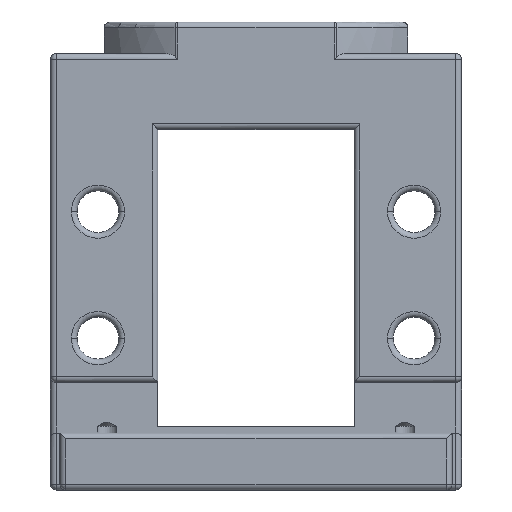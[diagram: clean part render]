
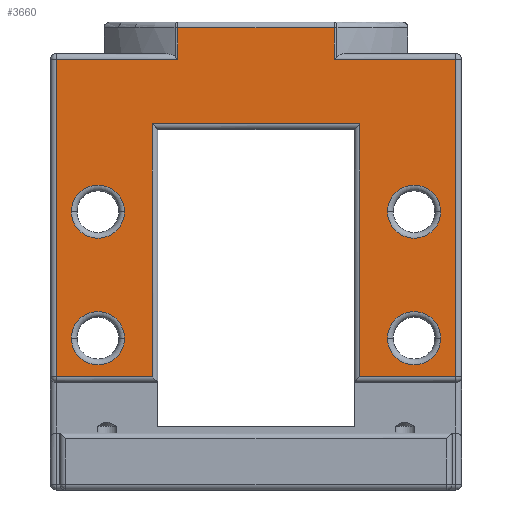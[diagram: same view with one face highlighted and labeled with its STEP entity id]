
A CAD part, front view. The second image highlights one B-rep face of the part: STEP entity #3660.
In plain terms, the highlighted planar face has unit normal (0, -1, 0).
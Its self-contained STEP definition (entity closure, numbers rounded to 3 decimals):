
#107=PLANE('',#4041);
#373=VECTOR('',#4801,1.);
#374=VECTOR('',#4802,1.);
#375=VECTOR('',#4803,1.);
#376=VECTOR('',#4804,1.);
#377=VECTOR('',#4805,1.);
#378=VECTOR('',#4806,1.);
#379=VECTOR('',#4807,1.);
#380=VECTOR('',#4808,1.);
#381=VECTOR('',#4809,1.);
#382=VECTOR('',#4810,1.);
#383=VECTOR('',#4811,1.);
#384=VECTOR('',#4812,1.);
#613=LINE('',#6089,#373);
#614=LINE('',#6092,#374);
#615=LINE('',#6094,#375);
#616=LINE('',#6096,#376);
#617=LINE('',#6098,#377);
#618=LINE('',#6100,#378);
#619=LINE('',#6102,#379);
#620=LINE('',#6104,#380);
#621=LINE('',#6106,#381);
#622=LINE('',#6108,#382);
#623=LINE('',#6110,#383);
#624=LINE('',#6112,#384);
#810=VERTEX_POINT('',#5537);
#811=VERTEX_POINT('',#5539);
#815=VERTEX_POINT('',#5548);
#816=VERTEX_POINT('',#5550);
#820=VERTEX_POINT('',#5559);
#821=VERTEX_POINT('',#5561);
#825=VERTEX_POINT('',#5570);
#826=VERTEX_POINT('',#5572);
#970=VERTEX_POINT('',#6090);
#971=VERTEX_POINT('',#6091);
#972=VERTEX_POINT('',#6093);
#973=VERTEX_POINT('',#6095);
#974=VERTEX_POINT('',#6097);
#975=VERTEX_POINT('',#6099);
#976=VERTEX_POINT('',#6101);
#977=VERTEX_POINT('',#6103);
#978=VERTEX_POINT('',#6105);
#979=VERTEX_POINT('',#6107);
#980=VERTEX_POINT('',#6109);
#981=VERTEX_POINT('',#6111);
#1146=CIRCLE('',#3903,4.2);
#1151=CIRCLE('',#3909,4.2);
#1156=CIRCLE('',#3915,4.2);
#1161=CIRCLE('',#3921,4.2);
#1236=CIRCLE('',#4042,4.2);
#1237=CIRCLE('',#4043,4.2);
#1238=CIRCLE('',#4044,4.2);
#1239=CIRCLE('',#4045,4.2);
#1396=EDGE_CURVE('',#811,#810,#1146,.T.);
#1401=EDGE_CURVE('',#816,#815,#1151,.T.);
#1406=EDGE_CURVE('',#821,#820,#1156,.T.);
#1411=EDGE_CURVE('',#826,#825,#1161,.T.);
#1602=EDGE_CURVE('',#825,#826,#1236,.T.);
#1603=EDGE_CURVE('',#820,#821,#1237,.T.);
#1604=EDGE_CURVE('',#815,#816,#1238,.T.);
#1605=EDGE_CURVE('',#810,#811,#1239,.T.);
#1606=EDGE_CURVE('',#970,#971,#613,.F.);
#1607=EDGE_CURVE('',#971,#972,#614,.F.);
#1608=EDGE_CURVE('',#972,#973,#615,.T.);
#1609=EDGE_CURVE('',#973,#974,#616,.T.);
#1610=EDGE_CURVE('',#974,#975,#617,.F.);
#1611=EDGE_CURVE('',#975,#976,#618,.T.);
#1612=EDGE_CURVE('',#976,#977,#619,.F.);
#1613=EDGE_CURVE('',#977,#978,#620,.F.);
#1614=EDGE_CURVE('',#978,#979,#621,.T.);
#1615=EDGE_CURVE('',#979,#980,#622,.F.);
#1616=EDGE_CURVE('',#980,#981,#623,.T.);
#1617=EDGE_CURVE('',#981,#970,#624,.F.);
#2199=ORIENTED_EDGE('',*,*,#1411,.T.);
#2200=ORIENTED_EDGE('',*,*,#1602,.T.);
#2201=ORIENTED_EDGE('',*,*,#1406,.T.);
#2202=ORIENTED_EDGE('',*,*,#1603,.T.);
#2203=ORIENTED_EDGE('',*,*,#1401,.T.);
#2204=ORIENTED_EDGE('',*,*,#1604,.T.);
#2205=ORIENTED_EDGE('',*,*,#1396,.T.);
#2206=ORIENTED_EDGE('',*,*,#1605,.T.);
#2207=ORIENTED_EDGE('',*,*,#1606,.T.);
#2208=ORIENTED_EDGE('',*,*,#1607,.T.);
#2209=ORIENTED_EDGE('',*,*,#1608,.T.);
#2210=ORIENTED_EDGE('',*,*,#1609,.T.);
#2211=ORIENTED_EDGE('',*,*,#1610,.T.);
#2212=ORIENTED_EDGE('',*,*,#1611,.T.);
#2213=ORIENTED_EDGE('',*,*,#1612,.T.);
#2214=ORIENTED_EDGE('',*,*,#1613,.T.);
#2215=ORIENTED_EDGE('',*,*,#1614,.T.);
#2216=ORIENTED_EDGE('',*,*,#1615,.T.);
#2217=ORIENTED_EDGE('',*,*,#1616,.T.);
#2218=ORIENTED_EDGE('',*,*,#1617,.T.);
#3131=EDGE_LOOP('',(#2199,#2200));
#3132=EDGE_LOOP('',(#2201,#2202));
#3133=EDGE_LOOP('',(#2203,#2204));
#3134=EDGE_LOOP('',(#2205,#2206));
#3135=EDGE_LOOP('',(#2207,#2208,#2209,#2210,#2211,#2212,#2213,#2214,#2215,
#2216,#2217,#2218));
#3398=FACE_BOUND('',#3131,.T.);
#3399=FACE_BOUND('',#3132,.T.);
#3400=FACE_BOUND('',#3133,.T.);
#3401=FACE_BOUND('',#3134,.T.);
#3402=FACE_BOUND('',#3135,.T.);
#3660=ADVANCED_FACE('',(#3398,#3399,#3400,#3401,#3402),#107,.F.);
#3903=AXIS2_PLACEMENT_3D('',#5538,#4423,#4424);
#3909=AXIS2_PLACEMENT_3D('',#5549,#4434,#4435);
#3915=AXIS2_PLACEMENT_3D('',#5560,#4445,#4446);
#3921=AXIS2_PLACEMENT_3D('',#5571,#4456,#4457);
#4041=AXIS2_PLACEMENT_3D('',#6084,#4792,$);
#4042=AXIS2_PLACEMENT_3D('',#6085,#4793,#4794);
#4043=AXIS2_PLACEMENT_3D('',#6086,#4795,#4796);
#4044=AXIS2_PLACEMENT_3D('',#6087,#4797,#4798);
#4045=AXIS2_PLACEMENT_3D('',#6088,#4799,#4800);
#4423=DIRECTION('',(0.,1.,0.));
#4424=DIRECTION('',(0.,0.,4.2));
#4434=DIRECTION('',(0.,1.,0.));
#4435=DIRECTION('',(0.,0.,4.2));
#4445=DIRECTION('',(0.,1.,0.));
#4446=DIRECTION('',(0.,0.,4.2));
#4456=DIRECTION('',(0.,1.,0.));
#4457=DIRECTION('',(0.,0.,4.2));
#4792=DIRECTION('',(0.,1.,0.));
#4793=DIRECTION('',(0.,1.,0.));
#4794=DIRECTION('',(0.,0.,4.2));
#4795=DIRECTION('',(0.,1.,0.));
#4796=DIRECTION('',(0.,0.,4.2));
#4797=DIRECTION('',(0.,1.,0.));
#4798=DIRECTION('',(0.,0.,4.2));
#4799=DIRECTION('',(0.,1.,0.));
#4800=DIRECTION('',(0.,0.,4.2));
#4801=DIRECTION('',(-1.,0.,0.));
#4802=DIRECTION('',(0.,0.,1.));
#4803=DIRECTION('',(1.,0.,0.));
#4804=DIRECTION('',(0.,0.,1.));
#4805=DIRECTION('',(1.,0.,0.));
#4806=DIRECTION('',(0.,0.,1.));
#4807=DIRECTION('',(1.,0.,0.));
#4808=DIRECTION('',(0.,0.,1.));
#4809=DIRECTION('',(-1.,0.,0.));
#4810=DIRECTION('',(0.,0.,1.));
#4811=DIRECTION('',(1.,0.,0.));
#4812=DIRECTION('',(0.,0.,-1.));
#5537=CARTESIAN_POINT('',(-20.8,-25.,19.));
#5538=CARTESIAN_POINT('',(-25.,-25.,19.));
#5539=CARTESIAN_POINT('',(-29.2,-25.,19.));
#5548=CARTESIAN_POINT('',(29.2,-25.,19.));
#5549=CARTESIAN_POINT('',(25.,-25.,19.));
#5550=CARTESIAN_POINT('',(20.8,-25.,19.));
#5559=CARTESIAN_POINT('',(29.2,-25.,39.));
#5560=CARTESIAN_POINT('',(25.,-25.,39.));
#5561=CARTESIAN_POINT('',(20.8,-25.,39.));
#5570=CARTESIAN_POINT('',(-20.8,-25.,39.));
#5571=CARTESIAN_POINT('',(-25.,-25.,39.));
#5572=CARTESIAN_POINT('',(-29.2,-25.,39.));
#6084=CARTESIAN_POINT('',(32.5,-25.,64.));
#6085=CARTESIAN_POINT('',(-25.,-25.,39.));
#6086=CARTESIAN_POINT('',(25.,-25.,39.));
#6087=CARTESIAN_POINT('',(25.,-25.,19.));
#6088=CARTESIAN_POINT('',(-25.,-25.,19.));
#6089=CARTESIAN_POINT('',(-31.,-25.,52.9));
#6090=CARTESIAN_POINT('',(-16.4,-25.,52.9));
#6091=CARTESIAN_POINT('',(16.4,-25.,52.9));
#6092=CARTESIAN_POINT('',(16.4,-25.,64.));
#6093=CARTESIAN_POINT('',(16.4,-25.,12.9));
#6094=CARTESIAN_POINT('',(32.5,-25.,12.9));
#6095=CARTESIAN_POINT('',(31.6,-25.,12.9));
#6096=CARTESIAN_POINT('',(31.6,-25.,64.));
#6097=CARTESIAN_POINT('',(31.6,-25.,63.1));
#6098=CARTESIAN_POINT('',(32.5,-25.,63.1));
#6099=CARTESIAN_POINT('',(12.394,-25.,63.1));
#6100=CARTESIAN_POINT('',(12.394,-25.,-25.344));
#6101=CARTESIAN_POINT('',(12.394,-25.,68.1));
#6102=CARTESIAN_POINT('',(26.,-25.,68.1));
#6103=CARTESIAN_POINT('',(-12.394,-25.,68.1));
#6104=CARTESIAN_POINT('',(-12.394,-25.,-25.344));
#6105=CARTESIAN_POINT('',(-12.394,-25.,63.1));
#6106=CARTESIAN_POINT('',(-31.,-25.,63.1));
#6107=CARTESIAN_POINT('',(-31.6,-25.,63.1));
#6108=CARTESIAN_POINT('',(-31.6,-25.,64.));
#6109=CARTESIAN_POINT('',(-31.6,-25.,12.9));
#6110=CARTESIAN_POINT('',(32.5,-25.,12.9));
#6111=CARTESIAN_POINT('',(-16.4,-25.,12.9));
#6112=CARTESIAN_POINT('',(-16.4,-25.,59.));
